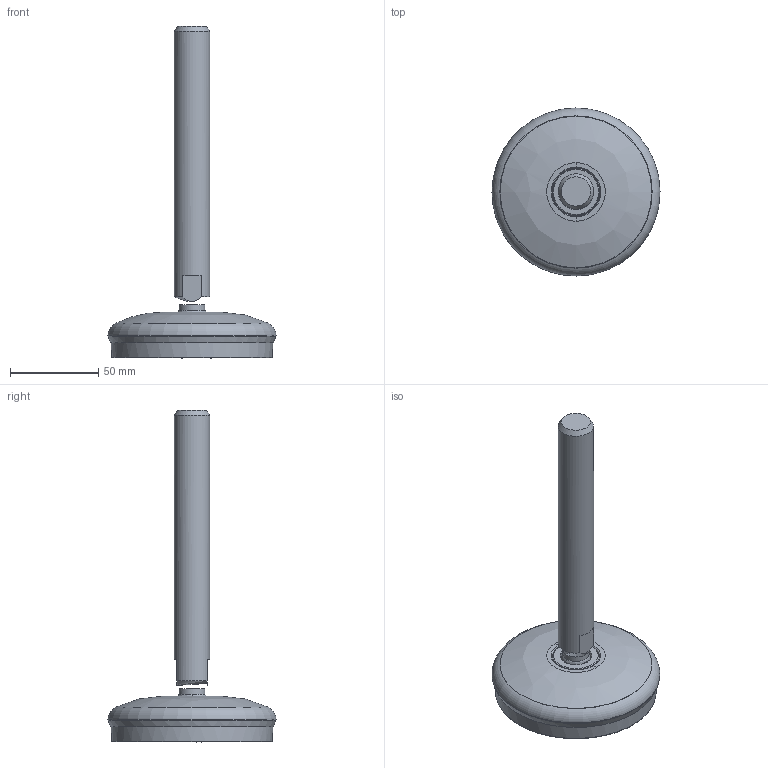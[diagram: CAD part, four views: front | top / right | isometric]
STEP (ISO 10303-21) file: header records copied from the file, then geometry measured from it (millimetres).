
FILE_DESCRIPTION(/* description */ ('STEP AP214'),/* implementation_level */ '2;1');
FILE_NAME(/* name */ 'P095IM20X187.stp',/* time_stamp */ '2022-07-12T11:13:26+02:00',/* author */ ('stefan.nesic'),/* organization */ (' '),/* preprocessor_version */ 'ST-DEVELOPER v18.1',/* originating_system */ 'Autodesk Inventor 2021',/* authorisation */ ' ');
FILE_SCHEMA (('CONFIG_CONTROL_DESIGN'));
Length unit declared in the file: millimetre
Products named in the file (4): P095IM20X187; Component1; Component3; Component5
Assembly tree (3 placements, depth 2):
  P095IM20X187
    Component1
    Component3
    Component5
Bounding box: 94.99 x 94.99 x 187.66 mm (x, y, z)
Volume: 142733.4 mm3; surface area: 48296.7 mm2
Topology: 3 solids, 3 shells, 64 faces, 143 edges, 94 vertices
Faces by surface type: plane 19, cone 17, torus 11, bspline 8, cylinder 7, sphere 2
Full cylindrical faces by diameter (mm): 14.7 x1, 17.5 x1, 20 x1, 26.5 x1, 26.512 x1, 27.512 x1, 28.5 x1
Entity records: 2214 total; most frequent: CARTESIAN_POINT 554, DIRECTION 370, ORIENTED_EDGE 282, AXIS2_PLACEMENT_3D 168, EDGE_CURVE 141, CIRCLE 105, VERTEX_POINT 94, EDGE_LOOP 77
